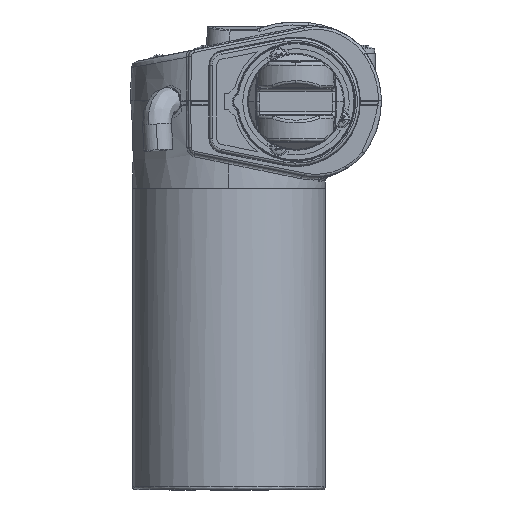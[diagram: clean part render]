
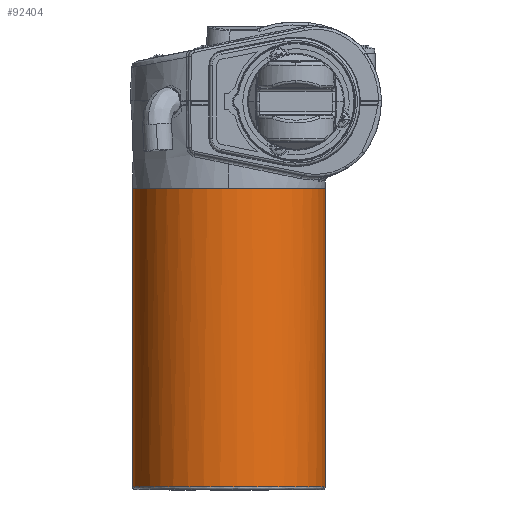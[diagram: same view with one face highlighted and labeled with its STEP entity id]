
A CAD part, left-side view. The second image highlights one B-rep face of the part: STEP entity #92404.
In plain terms, the highlighted cylindrical face has radius 30 mm (diameter 60 mm), a partial arc.
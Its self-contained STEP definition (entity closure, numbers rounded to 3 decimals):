
#7518 = VERTEX_POINT ( 'NONE', #203336 ) ;
#17143 = CARTESIAN_POINT ( 'NONE',  ( -18.276, -30.366, 161.95 ) ) ;
#25606 = DIRECTION ( 'NONE',  ( 0., 0., -1. ) ) ;
#30143 = ORIENTED_EDGE ( 'NONE', *, *, #207241, .T. ) ;
#36803 = LINE ( 'NONE', #83275, #108636 ) ;
#37976 = DIRECTION ( 'NONE',  ( 0., 0., -1. ) ) ;
#38077 = DIRECTION ( 'NONE',  ( 0.087, -0.996, 0. ) ) ;
#45856 = EDGE_LOOP ( 'NONE', ( #201789, #48032, #30143, #112049 ) ) ;
#47668 = CIRCLE ( 'NONE', #111285, 30. ) ;
#48032 = ORIENTED_EDGE ( 'NONE', *, *, #78881, .T. ) ;
#58955 = EDGE_CURVE ( 'NONE', #85155, #181412, #47668, .T. ) ;
#65714 = CARTESIAN_POINT ( 'NONE',  ( -18.276, -30.366, 69.25 ) ) ;
#73302 = CARTESIAN_POINT ( 'NONE',  ( -20.891, -0.48, 164.95 ) ) ;
#77271 = CARTESIAN_POINT ( 'NONE',  ( -20.891, -0.48, 161.95 ) ) ;
#78881 = EDGE_CURVE ( 'NONE', #181412, #7518, #36803, .T. ) ;
#83275 = CARTESIAN_POINT ( 'NONE',  ( -23.506, 29.406, 164.95 ) ) ;
#85155 = VERTEX_POINT ( 'NONE', #17143 ) ;
#92404 = ADVANCED_FACE ( 'NONE', ( #189886 ), #136928, .T. ) ;
#95721 = CARTESIAN_POINT ( 'NONE',  ( -20.891, -0.48, 69.25 ) ) ;
#108636 = VECTOR ( 'NONE', #25606, 1000. ) ;
#111285 = AXIS2_PLACEMENT_3D ( 'NONE', #77271, #37976, #117309 ) ;
#112049 = ORIENTED_EDGE ( 'NONE', *, *, #228547, .F. ) ;
#117309 = DIRECTION ( 'NONE',  ( 0.087, -0.996, 0. ) ) ;
#121947 = AXIS2_PLACEMENT_3D ( 'NONE', #73302, #212656, #193452 ) ;
#136836 = CARTESIAN_POINT ( 'NONE',  ( -18.276, -30.366, 164.95 ) ) ;
#136883 = CARTESIAN_POINT ( 'NONE',  ( -23.506, 29.406, 161.95 ) ) ;
#136928 = CYLINDRICAL_SURFACE ( 'NONE', #121947, 30. ) ;
#141689 = AXIS2_PLACEMENT_3D ( 'NONE', #95721, #195809, #38077 ) ;
#181412 = VERTEX_POINT ( 'NONE', #136883 ) ;
#189886 = FACE_OUTER_BOUND ( 'NONE', #45856, .T. ) ;
#193452 = DIRECTION ( 'NONE',  ( 0.087, -0.996, 0. ) ) ;
#195809 = DIRECTION ( 'NONE',  ( 0., 0., 1. ) ) ;
#197721 = DIRECTION ( 'NONE',  ( 0., 0., -1. ) ) ;
#201789 = ORIENTED_EDGE ( 'NONE', *, *, #58955, .T. ) ;
#203336 = CARTESIAN_POINT ( 'NONE',  ( -23.506, 29.406, 69.25 ) ) ;
#207241 = EDGE_CURVE ( 'NONE', #7518, #212714, #235617, .T. ) ;
#212656 = DIRECTION ( 'NONE',  ( 0., 0., -1. ) ) ;
#212714 = VERTEX_POINT ( 'NONE', #65714 ) ;
#228547 = EDGE_CURVE ( 'NONE', #85155, #212714, #235540, .T. ) ;
#235540 = LINE ( 'NONE', #136836, #244988 ) ;
#235617 = CIRCLE ( 'NONE', #141689, 30. ) ;
#244988 = VECTOR ( 'NONE', #197721, 1000. ) ;
